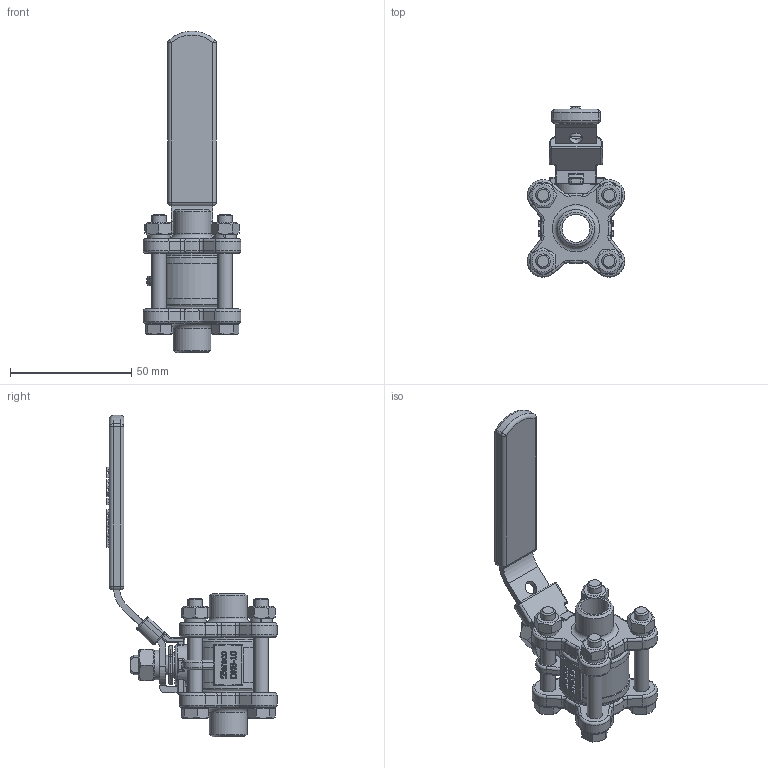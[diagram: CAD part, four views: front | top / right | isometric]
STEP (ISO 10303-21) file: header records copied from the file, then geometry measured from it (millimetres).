
FILE_DESCRIPTION(/* description */ ('791008'),/* implementation_level */ '2;1');
FILE_NAME(/* name */ '791008.stp',/* time_stamp */ '2019-10-01T14:18:49+02:00',/* author */ ('jmorand'),/* organization */ ('Sferaco'),/* preprocessor_version */ 'ST-DEVELOPER v18',/* originating_system */ 'Autodesk Inventor 2020',/* authorisation */ '');
FILE_SCHEMA (('AUTOMOTIVE_DESIGN { 1 0 10303 214 3 1 1 }'));
Length unit declared in the file: millimetre
Products named in the file (1): 791008C_ens_Shrinkwrap_1
Bounding box: 40.22 x 70.11 x 132.45 mm (x, y, z)
Volume: 49977.7 mm3; surface area: 36117.4 mm2
Topology: 22 solids, 22 shells, 1332 faces, 3354 edges, 2126 vertices
Faces by surface type: plane 545, bspline 359, cylinder 248, torus 102, cone 52, sphere 26
Full cylindrical faces by diameter (mm): 4.917 x4, 5.5 x1, 6 x4, 6.5 x8, 6.647 x1, 7 x1, 8 x2, 8.376 x1, 10 x5, 11.6 x3, 15.5 x2, 27 x2, 29 x2
Entity records: 45179 total; most frequent: CARTESIAN_POINT 14170, ORIENTED_EDGE 6692, DIRECTION 5170, EDGE_CURVE 3346, VERTEX_POINT 2126, AXIS2_PLACEMENT_3D 1748, LINE 1674, VECTOR 1674
